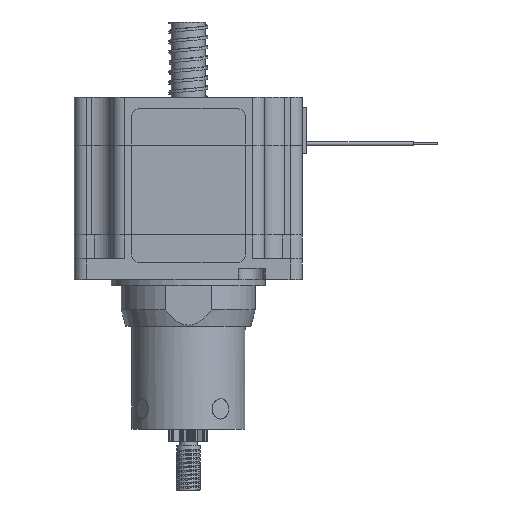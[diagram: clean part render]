
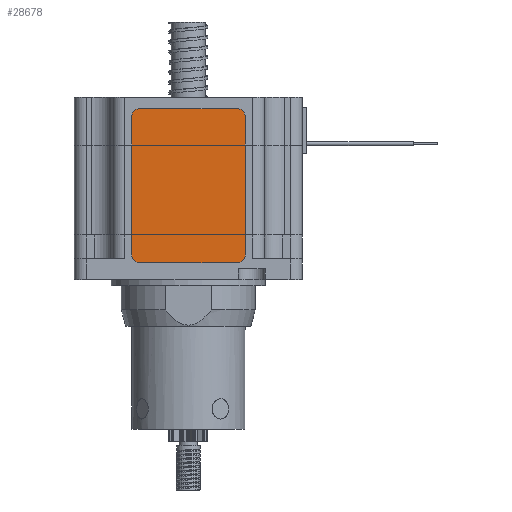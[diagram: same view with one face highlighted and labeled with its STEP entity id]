
A CAD part, front view. The second image highlights one B-rep face of the part: STEP entity #28678.
In plain terms, the highlighted face is planar.
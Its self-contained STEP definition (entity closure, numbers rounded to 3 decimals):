
#3035=FACE_OUTER_BOUND('',#4781,.T.);
#4781=EDGE_LOOP('',(#26377,#26378,#26379,#26380,#26381,#26382,#26383,#26384));
#7037=LINE('',#57279,#9297);
#7041=LINE('',#57291,#9301);
#7045=LINE('',#57303,#9305);
#7049=LINE('',#57313,#9309);
#9297=VECTOR('',#41196,34.);
#9301=VECTOR('',#41208,24.);
#9305=VECTOR('',#41220,34.);
#9309=VECTOR('',#41232,24.);
#11083=CIRCLE('',#32112,2.);
#11085=CIRCLE('',#32116,2.);
#11087=CIRCLE('',#32120,2.);
#11089=CIRCLE('',#32124,2.);
#13886=VERTEX_POINT('',#57270);
#13887=VERTEX_POINT('',#57272);
#13889=VERTEX_POINT('',#57278);
#13891=VERTEX_POINT('',#57284);
#13893=VERTEX_POINT('',#57290);
#13895=VERTEX_POINT('',#57296);
#13897=VERTEX_POINT('',#57302);
#13899=VERTEX_POINT('',#57308);
#18053=EDGE_CURVE('',#13887,#13886,#11083,.T.);
#18056=EDGE_CURVE('',#13889,#13887,#7037,.T.);
#18059=EDGE_CURVE('',#13891,#13889,#11085,.T.);
#18062=EDGE_CURVE('',#13893,#13891,#7041,.T.);
#18065=EDGE_CURVE('',#13895,#13893,#11087,.T.);
#18068=EDGE_CURVE('',#13897,#13895,#7045,.T.);
#18071=EDGE_CURVE('',#13899,#13897,#11089,.T.);
#18074=EDGE_CURVE('',#13886,#13899,#7049,.T.);
#26377=ORIENTED_EDGE('',*,*,#18074,.T.);
#26378=ORIENTED_EDGE('',*,*,#18071,.T.);
#26379=ORIENTED_EDGE('',*,*,#18068,.T.);
#26380=ORIENTED_EDGE('',*,*,#18065,.T.);
#26381=ORIENTED_EDGE('',*,*,#18062,.T.);
#26382=ORIENTED_EDGE('',*,*,#18059,.T.);
#26383=ORIENTED_EDGE('',*,*,#18056,.T.);
#26384=ORIENTED_EDGE('',*,*,#18053,.T.);
#27148=PLANE('',#32126);
#28678=ADVANCED_FACE('',(#3035),#27148,.T.);
#32112=AXIS2_PLACEMENT_3D('',#57273,#41190,#41191);
#32116=AXIS2_PLACEMENT_3D('',#57285,#41202,#41203);
#32120=AXIS2_PLACEMENT_3D('',#57297,#41214,#41215);
#32124=AXIS2_PLACEMENT_3D('',#57309,#41226,#41227);
#32126=AXIS2_PLACEMENT_3D('',#57314,#41233,#41234);
#41190=DIRECTION('center_axis',(0.,0.,1.));
#41191=DIRECTION('ref_axis',(0.,1.,0.));
#41196=DIRECTION('',(-1.,0.,0.));
#41202=DIRECTION('center_axis',(0.,0.,1.));
#41203=DIRECTION('ref_axis',(1.,0.,0.));
#41208=DIRECTION('',(0.,1.,0.));
#41214=DIRECTION('center_axis',(0.,0.,1.));
#41215=DIRECTION('ref_axis',(0.,-1.,0.));
#41220=DIRECTION('',(1.,0.,0.));
#41226=DIRECTION('center_axis',(0.,0.,1.));
#41227=DIRECTION('ref_axis',(-1.,0.,0.));
#41232=DIRECTION('',(0.,-1.,0.));
#41233=DIRECTION('center_axis',(0.,0.,1.));
#41234=DIRECTION('ref_axis',(1.,0.,0.));
#57270=CARTESIAN_POINT('',(0.,26.,0.1));
#57272=CARTESIAN_POINT('',(2.,28.,0.1));
#57273=CARTESIAN_POINT('Origin',(2.,26.,0.1));
#57278=CARTESIAN_POINT('',(36.,28.,0.1));
#57279=CARTESIAN_POINT('',(36.,28.,0.1));
#57284=CARTESIAN_POINT('',(38.,26.,0.1));
#57285=CARTESIAN_POINT('Origin',(36.,26.,0.1));
#57290=CARTESIAN_POINT('',(38.,2.,0.1));
#57291=CARTESIAN_POINT('',(38.,2.,0.1));
#57296=CARTESIAN_POINT('',(36.,0.,0.1));
#57297=CARTESIAN_POINT('Origin',(36.,2.,0.1));
#57302=CARTESIAN_POINT('',(2.,0.,0.1));
#57303=CARTESIAN_POINT('',(2.,0.,0.1));
#57308=CARTESIAN_POINT('',(0.,2.,0.1));
#57309=CARTESIAN_POINT('Origin',(2.,2.,0.1));
#57313=CARTESIAN_POINT('',(0.,26.,0.1));
#57314=CARTESIAN_POINT('Origin',(19.,14.,0.1));
